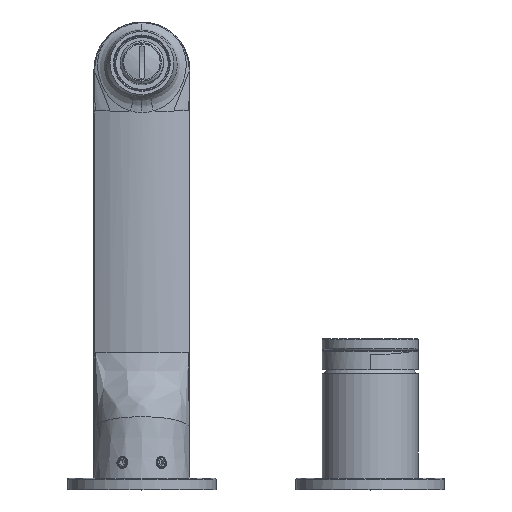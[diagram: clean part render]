
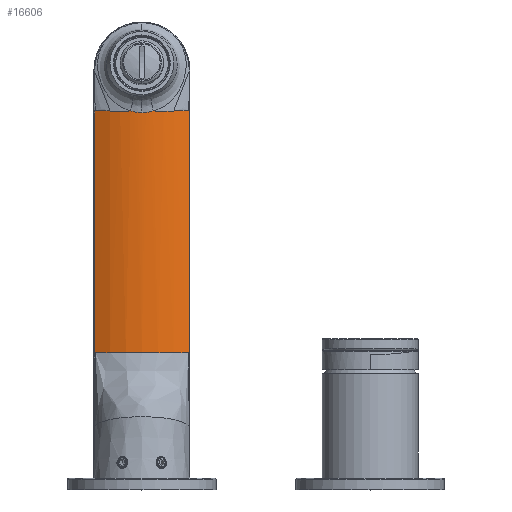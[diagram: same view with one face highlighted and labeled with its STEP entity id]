
A CAD part, top view. The second image highlights one B-rep face of the part: STEP entity #16606.
In plain terms, the highlighted cylindrical face has radius 44.329 mm (diameter 88.658 mm), a partial arc.
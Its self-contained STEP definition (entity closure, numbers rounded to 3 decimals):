
#12938=CARTESIAN_POINT('',(134.159,113.638,20.734));
#12939=CARTESIAN_POINT('',(134.183,113.26,20.019));
#12940=CARTESIAN_POINT('',(134.162,112.538,18.559));
#12941=CARTESIAN_POINT('',(134.141,111.564,16.281));
#12942=CARTESIAN_POINT('',(134.126,110.994,14.711));
#12943=CARTESIAN_POINT('',(134.15,110.731,13.915));
#12945=CARTESIAN_POINT('',(134.15,110.731,13.915));
#12946=CARTESIAN_POINT('',(134.129,110.427,12.995));
#12947=CARTESIAN_POINT('',(134.101,109.868,11.102));
#12948=CARTESIAN_POINT('',(134.139,109.2,8.105));
#12949=CARTESIAN_POINT('',(134.147,108.887,6.01));
#12950=CARTESIAN_POINT('',(134.151,108.767,4.94));
#12952=CARTESIAN_POINT('',(134.151,108.771,
-4.975));
#12953=CARTESIAN_POINT('',(134.147,108.891,
-6.041));
#12954=CARTESIAN_POINT('',(134.14,109.205,
-8.129));
#12955=CARTESIAN_POINT('',(134.101,109.871,
-11.113));
#12956=CARTESIAN_POINT('',(134.129,110.428,
-12.999));
#12957=CARTESIAN_POINT('',(134.15,110.731,
-13.915));
#12959=CARTESIAN_POINT('',(134.15,110.731,
-13.915));
#12960=CARTESIAN_POINT('',(134.126,110.995,
-14.713));
#12961=CARTESIAN_POINT('',(134.141,111.565,
-16.285));
#12962=CARTESIAN_POINT('',(134.162,112.539,
-18.563));
#12963=CARTESIAN_POINT('',(134.183,113.261,
-20.021));
#12964=CARTESIAN_POINT('',(134.159,113.638,
-20.734));
#12970=DIRECTION('',(1.,0.,0.));
#12971=VECTOR('',#12970,106.009);
#12972=CARTESIAN_POINT('',(28.15,113.638,
-20.734));
#12973=LINE('',#12972,#12971);
#13334=CARTESIAN_POINT('',(134.151,108.771,
-4.975));
#13335=CARTESIAN_POINT('',(133.994,108.71,
-4.431));
#13336=CARTESIAN_POINT('',(133.732,108.606,
-3.336));
#13337=CARTESIAN_POINT('',(133.497,108.512,
-1.673));
#13338=CARTESIAN_POINT('',(133.445,108.491,
-0.559));
#13339=CARTESIAN_POINT('',(133.446,108.491,
0.));
#13353=CARTESIAN_POINT('',(133.446,108.491,
0.));
#13354=CARTESIAN_POINT('',(133.446,108.491,
0.554));
#13355=CARTESIAN_POINT('',(133.499,108.511,1.659));
#13356=CARTESIAN_POINT('',(133.735,108.604,3.311));
#13357=CARTESIAN_POINT('',(133.995,108.707,4.4));
#13358=CARTESIAN_POINT('',(134.151,108.767,4.94));
#15450=DIRECTION('',(-1.,0.,0.));
#15451=VECTOR('',#15450,106.009);
#15452=CARTESIAN_POINT('',(134.159,113.638,20.734));
#15453=LINE('',#15452,#15451);
#15470=CARTESIAN_POINT('',(28.15,152.819,0.));
#15471=DIRECTION('',(1.,0.,0.));
#15472=DIRECTION('',(0.,-0.884,0.468));
#15473=AXIS2_PLACEMENT_3D('',#15470,#15471,#15472);
#15475=CARTESIAN_POINT('',(28.15,152.819,0.));
#15476=DIRECTION('',(1.,0.,0.));
#15477=DIRECTION('',(0.,-0.888,0.46));
#15478=AXIS2_PLACEMENT_3D('',#15475,#15476,#15477);
#15480=CARTESIAN_POINT('',(28.15,152.819,0.));
#15481=DIRECTION('',(1.,0.,0.));
#15482=DIRECTION('',(0.,-1.,0.));
#15483=AXIS2_PLACEMENT_3D('',#15480,#15481,#15482);
#15519=CARTESIAN_POINT('',(28.15,152.819,0.));
#15520=DIRECTION('',(1.,0.,0.));
#15521=DIRECTION('',(0.,-0.888,-0.46));
#15522=AXIS2_PLACEMENT_3D('',#15519,#15520,#15521);
#16229=CARTESIAN_POINT('',(28.15,113.638,
-20.734));
#16230=CARTESIAN_POINT('',(134.159,113.638,
-20.734));
#16231=VERTEX_POINT('',#16229);
#16232=VERTEX_POINT('',#16230);
#16233=CARTESIAN_POINT('',(28.15,113.454,
-20.381));
#16234=VERTEX_POINT('',#16233);
#16235=CARTESIAN_POINT('',(28.15,113.454,20.381));
#16236=CARTESIAN_POINT('',(28.15,108.491,
0.));
#16237=VERTEX_POINT('',#16235);
#16238=VERTEX_POINT('',#16236);
#16239=CARTESIAN_POINT('',(28.15,113.638,20.734));
#16240=VERTEX_POINT('',#16239);
#16241=CARTESIAN_POINT('',(134.159,113.638,20.734));
#16242=VERTEX_POINT('',#16241);
#16243=VERTEX_POINT('',#12943);
#16244=VERTEX_POINT('',#12950);
#16245=VERTEX_POINT('',#13353);
#16246=VERTEX_POINT('',#13334);
#16247=VERTEX_POINT('',#12957);
#16575=CARTESIAN_POINT('',(0.,152.819,0.));
#16576=DIRECTION('',(1.,0.,0.));
#16577=DIRECTION('',(0.,-1.,0.));
#16578=AXIS2_PLACEMENT_3D('',#16575,#16576,#16577);
#16579=CYLINDRICAL_SURFACE('',#16578,44.329);
#16581=ORIENTED_EDGE('',*,*,#16580,.F.);
#16583=ORIENTED_EDGE('',*,*,#16582,.F.);
#16585=ORIENTED_EDGE('',*,*,#16584,.F.);
#16587=ORIENTED_EDGE('',*,*,#16586,.F.);
#16589=ORIENTED_EDGE('',*,*,#16588,.F.);
#16591=ORIENTED_EDGE('',*,*,#16590,.F.);
#16593=ORIENTED_EDGE('',*,*,#16592,.T.);
#16595=ORIENTED_EDGE('',*,*,#16594,.T.);
#16597=ORIENTED_EDGE('',*,*,#16596,.F.);
#16599=ORIENTED_EDGE('',*,*,#16598,.F.);
#16601=ORIENTED_EDGE('',*,*,#16600,.T.);
#16603=ORIENTED_EDGE('',*,*,#16602,.T.);
#16604=EDGE_LOOP('',(#16581,#16583,#16585,#16587,#16589,#16591,#16593,#16595,
#16597,#16599,#16601,#16603));
#16605=FACE_OUTER_BOUND('',#16604,.F.);
#12944=B_SPLINE_CURVE_WITH_KNOTS('',3,(#12938,#12939,#12940,#12941,#12942,
#12943),.UNSPECIFIED.,.F.,.F.,(4,1,1,4),(0.,0.333,
0.667,1.),.UNSPECIFIED.);
#12951=B_SPLINE_CURVE_WITH_KNOTS('',3,(#12945,#12946,#12947,#12948,#12949,
#12950),.UNSPECIFIED.,.F.,.F.,(4,1,1,4),(0.,0.333,
0.667,1.),.UNSPECIFIED.);
#12958=B_SPLINE_CURVE_WITH_KNOTS('',3,(#12952,#12953,#12954,#12955,#12956,
#12957),.UNSPECIFIED.,.F.,.F.,(4,1,1,4),(0.,0.333,
0.667,1.),.UNSPECIFIED.);
#12965=B_SPLINE_CURVE_WITH_KNOTS('',3,(#12959,#12960,#12961,#12962,#12963,
#12964),.UNSPECIFIED.,.F.,.F.,(4,1,1,4),(0.,0.333,
0.667,1.),.UNSPECIFIED.);
#13340=B_SPLINE_CURVE_WITH_KNOTS('',3,(#13334,#13335,#13336,#13337,#13338,
#13339),.UNSPECIFIED.,.F.,.F.,(4,1,1,4),(0.,0.333,
0.667,1.),.UNSPECIFIED.);
#13359=B_SPLINE_CURVE_WITH_KNOTS('',3,(#13353,#13354,#13355,#13356,#13357,
#13358),.UNSPECIFIED.,.F.,.F.,(4,1,1,4),(0.,0.333,
0.667,1.),.UNSPECIFIED.);
#15474=CIRCLE('',#15473,44.329);
#15479=CIRCLE('',#15478,44.329);
#15484=CIRCLE('',#15483,44.329);
#15523=CIRCLE('',#15522,44.329);
#16580=EDGE_CURVE('',#16231,#16232,#12973,.T.);
#16582=EDGE_CURVE('',#16234,#16231,#15523,.T.);
#16584=EDGE_CURVE('',#16238,#16234,#15484,.T.);
#16586=EDGE_CURVE('',#16237,#16238,#15479,.T.);
#16588=EDGE_CURVE('',#16240,#16237,#15474,.T.);
#16590=EDGE_CURVE('',#16242,#16240,#15453,.T.);
#16592=EDGE_CURVE('',#16242,#16243,#12944,.T.);
#16594=EDGE_CURVE('',#16243,#16244,#12951,.T.);
#16596=EDGE_CURVE('',#16245,#16244,#13359,.T.);
#16598=EDGE_CURVE('',#16246,#16245,#13340,.T.);
#16600=EDGE_CURVE('',#16246,#16247,#12958,.T.);
#16602=EDGE_CURVE('',#16247,#16232,#12965,.T.);
#16606=ADVANCED_FACE('',(#16605),#16579,.T.);
